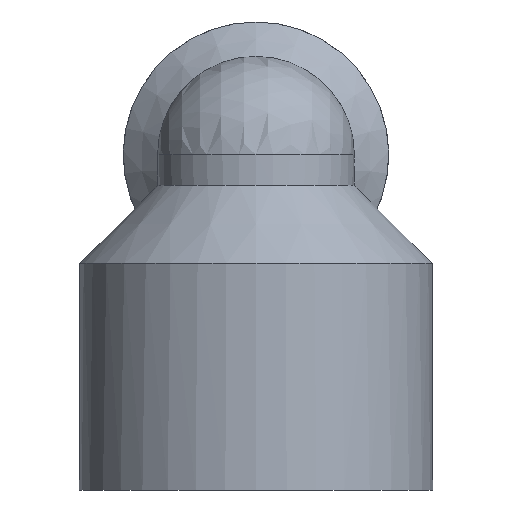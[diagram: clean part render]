
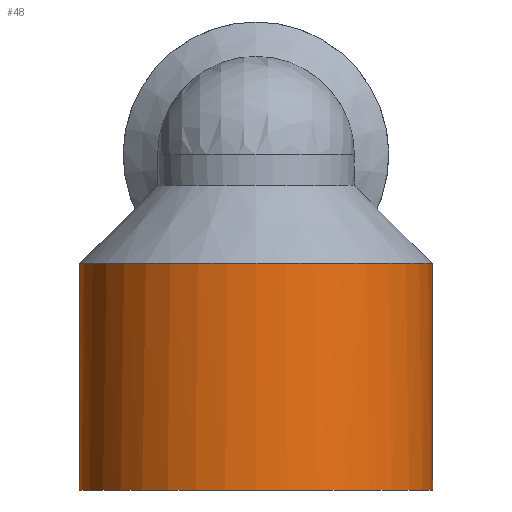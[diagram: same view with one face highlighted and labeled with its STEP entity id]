
A CAD part, left-side view. The second image highlights one B-rep face of the part: STEP entity #48.
In plain terms, the highlighted cylindrical face has radius 19.5 mm (diameter 39 mm), a full revolution.
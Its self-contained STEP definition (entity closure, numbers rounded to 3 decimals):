
#48 = ADVANCED_FACE( '', ( #106, #107 ), #108, .T. );
#106 = FACE_OUTER_BOUND( '', #179, .T. );
#107 = FACE_OUTER_BOUND( '', #180, .T. );
#108 = CYLINDRICAL_SURFACE( '', #181, 19.5 );
#179 = EDGE_LOOP( '', ( #256 ) );
#180 = EDGE_LOOP( '', ( #257, #258 ) );
#181 = AXIS2_PLACEMENT_3D( '', #259, #260, #261 );
#256 = ORIENTED_EDGE( '', *, *, #368, .F. );
#257 = ORIENTED_EDGE( '', *, *, #375, .F. );
#258 = ORIENTED_EDGE( '', *, *, #376, .T. );
#259 = CARTESIAN_POINT( '', ( 0., 0., -37. ) );
#260 = DIRECTION( '', ( 0., 0., 1. ) );
#261 = DIRECTION( '', ( -1., 0., 0. ) );
#368 = EDGE_CURVE( '', #418, #418, #419, .T. );
#375 = EDGE_CURVE( '', #430, #431, #432, .T. );
#376 = EDGE_CURVE( '', #430, #431, #433, .T. );
#418 = VERTEX_POINT( '', #486 );
#419 = CIRCLE( '', #487, 19.5 );
#430 = VERTEX_POINT( '', #498 );
#431 = VERTEX_POINT( '', #499 );
#432 = B_SPLINE_CURVE_WITH_KNOTS( '', 3, ( #500, #501, #502, #503, #504, #505, #506, #507, #508, #509, #510, #511, #512, #513, #514, #515, #516, #517, #518, #519, #520, #521 ), .UNSPECIFIED., .F., .F., ( 4, 2, 2, 2, 2, 2, 2, 2, 2, 2, 4 ), ( 0., 0.002, 0.005, 0.007, 0.008, 0.009, 0.011, 0.013, 0.014, 0.016, 0.018 ), .UNSPECIFIED. );
#433 = CIRCLE( '', #522, 19.5 );
#486 = CARTESIAN_POINT( '', ( -19.5, 0., -37. ) );
#487 = AXIS2_PLACEMENT_3D( '', #607, #608, #609 );
#498 = CARTESIAN_POINT( '', ( 17.596, -8.404, -12. ) );
#499 = CARTESIAN_POINT( '', ( 17.596, 8.404, -12. ) );
#500 = CARTESIAN_POINT( '', ( 17.596, -8.404, -12. ) );
#501 = CARTESIAN_POINT( '', ( 17.878, -7.814, -12.413 ) );
#502 = CARTESIAN_POINT( '', ( 18.137, -7.195, -12.782 ) );
#503 = CARTESIAN_POINT( '', ( 18.601, -5.894, -13.432 ) );
#504 = CARTESIAN_POINT( '', ( 18.806, -5.209, -13.713 ) );
#505 = CARTESIAN_POINT( '', ( 19.146, -3.774, -14.176 ) );
#506 = CARTESIAN_POINT( '', ( 19.276, -3.042, -14.351 ) );
#507 = CARTESIAN_POINT( '', ( 19.409, -1.923, -14.528 ) );
#508 = CARTESIAN_POINT( '', ( 19.442, -1.546, -14.573 ) );
#509 = CARTESIAN_POINT( '', ( 19.488, -0.785, -14.634 ) );
#510 = CARTESIAN_POINT( '', ( 19.5, -0.399, -14.65 ) );
#511 = CARTESIAN_POINT( '', ( 19.5, 0.761, -14.651 ) );
#512 = CARTESIAN_POINT( '', ( 19.455, 1.522, -14.59 ) );
#513 = CARTESIAN_POINT( '', ( 19.323, 2.646, -14.414 ) );
#514 = CARTESIAN_POINT( '', ( 19.269, 3.018, -14.341 ) );
#515 = CARTESIAN_POINT( '', ( 19.139, 3.756, -14.165 ) );
#516 = CARTESIAN_POINT( '', ( 19.063, 4.123, -14.063 ) );
#517 = CARTESIAN_POINT( '', ( 18.81, 5.195, -13.719 ) );
#518 = CARTESIAN_POINT( '', ( 18.606, 5.878, -13.439 ) );
#519 = CARTESIAN_POINT( '', ( 18.141, 7.187, -12.787 ) );
#520 = CARTESIAN_POINT( '', ( 17.878, 7.814, -12.413 ) );
#521 = CARTESIAN_POINT( '', ( 17.596, 8.404, -12. ) );
#522 = AXIS2_PLACEMENT_3D( '', #622, #623, #624 );
#607 = CARTESIAN_POINT( '', ( 0., 0., -37. ) );
#608 = DIRECTION( '', ( 0., 0., -1. ) );
#609 = DIRECTION( '', ( -1., 0., 0. ) );
#622 = CARTESIAN_POINT( '', ( 0., 0., -12. ) );
#623 = DIRECTION( '', ( 0., 0., -1. ) );
#624 = DIRECTION( '', ( -1., 0., 0. ) );
